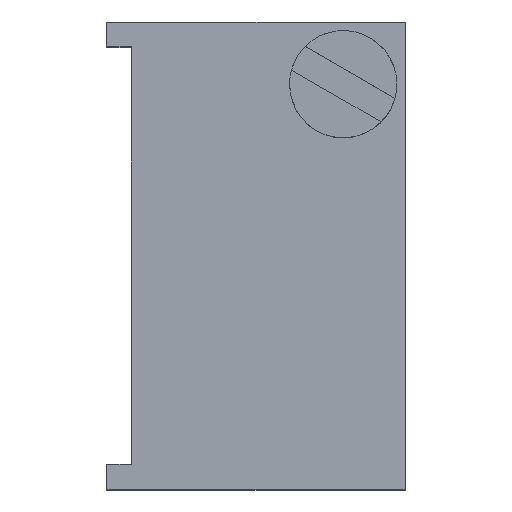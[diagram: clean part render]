
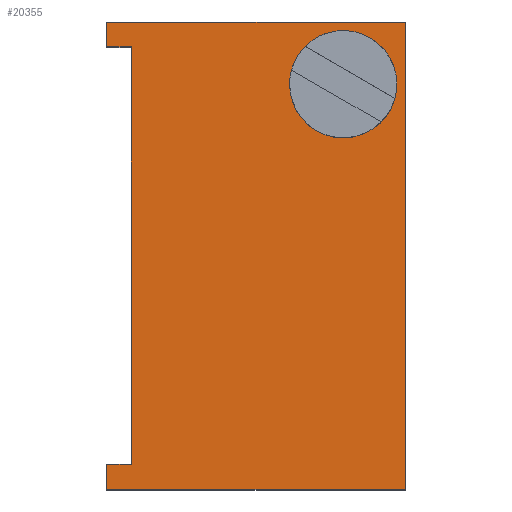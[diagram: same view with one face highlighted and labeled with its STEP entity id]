
A CAD part, top view. The second image highlights one B-rep face of the part: STEP entity #20355.
In plain terms, the highlighted planar face has unit normal (0, 0, 1).
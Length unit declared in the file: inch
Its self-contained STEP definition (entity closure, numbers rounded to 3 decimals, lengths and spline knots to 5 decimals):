
#93 = CARTESIAN_POINT ( 'NONE',  ( 0.072, 0.0375, 0.395 ) ) ;
#1184 = EDGE_CURVE ( 'NONE', #20187, #16457, #20481, .T. ) ;
#1641 = DIRECTION ( 'NONE',  ( 0., -1., 0. ) ) ;
#2146 = CARTESIAN_POINT ( 'NONE',  ( 0.165, 0.0875, 0.395 ) ) ;
#2315 = LINE ( 'NONE', #21379, #20174 ) ;
#2784 = EDGE_CURVE ( 'NONE', #2961, #12523, #21675, .T. ) ;
#2882 = ORIENTED_EDGE ( 'NONE', *, *, #1184, .T. ) ;
#2961 = VERTEX_POINT ( 'NONE', #12631 ) ;
#3419 = DIRECTION ( 'NONE',  ( 0., 0., 1. ) ) ;
#3487 = LINE ( 'NONE', #22861, #29436 ) ;
#3740 = FACE_BOUND ( 'NONE', #24679, .T. ) ;
#3934 = ORIENTED_EDGE ( 'NONE', *, *, #22451, .T. ) ;
#4866 = VECTOR ( 'NONE', #31030, 39.37008 ) ;
#5436 = VERTEX_POINT ( 'NONE', #27490 ) ;
#5759 = DIRECTION ( 'NONE',  ( 1., 0., 0. ) ) ;
#5990 = AXIS2_PLACEMENT_3D ( 'NONE', #22650, #3419, #6379 ) ;
#6379 = DIRECTION ( 'NONE',  ( 1., 0., 0. ) ) ;
#7245 = CARTESIAN_POINT ( 'NONE',  ( -0.075, -0.2875, 0.395 ) ) ;
#7980 = VECTOR ( 'NONE', #19003, 39.37008 ) ;
#8696 = EDGE_CURVE ( 'NONE', #13102, #5436, #17105, .T. ) ;
#10245 = EDGE_CURVE ( 'NONE', #11169, #25144, #2315, .T. ) ;
#11169 = VERTEX_POINT ( 'NONE', #27405 ) ;
#11473 = DIRECTION ( 'NONE',  ( 1., 0., 0. ) ) ;
#12039 = ORIENTED_EDGE ( 'NONE', *, *, #18505, .F. ) ;
#12523 = VERTEX_POINT ( 'NONE', #30804 ) ;
#12631 = CARTESIAN_POINT ( 'NONE',  ( 0.165, 0.0875, 0.395 ) ) ;
#13051 = DIRECTION ( 'NONE',  ( 1., 0., 0. ) ) ;
#13102 = VERTEX_POINT ( 'NONE', #93 ) ;
#13399 = VECTOR ( 'NONE', #24468, 39.37008 ) ;
#13780 = LINE ( 'NONE', #2146, #7980 ) ;
#13888 = LINE ( 'NONE', #21488, #23799 ) ;
#14276 = CARTESIAN_POINT ( 'NONE',  ( -0.075, -0.2675, 0.395 ) ) ;
#14379 = CARTESIAN_POINT ( 'NONE',  ( -0.075, 0.0875, 0.395 ) ) ;
#15074 = ORIENTED_EDGE ( 'NONE', *, *, #25901, .F. ) ;
#15357 = DIRECTION ( 'NONE',  ( 0., 0., 1. ) ) ;
#15434 = AXIS2_PLACEMENT_3D ( 'NONE', #25421, #15357, #5759 ) ;
#15867 = CARTESIAN_POINT ( 'NONE',  ( -0.055, -0.2675, 0.395 ) ) ;
#16457 = VERTEX_POINT ( 'NONE', #14276 ) ;
#16829 = EDGE_CURVE ( 'NONE', #12523, #25144, #13888, .T. ) ;
#17105 = CIRCLE ( 'NONE', #17620, 0.043 ) ;
#17620 = AXIS2_PLACEMENT_3D ( 'NONE', #25988, #30406, #11473 ) ;
#18111 = EDGE_CURVE ( 'NONE', #16457, #18264, #3487, .T. ) ;
#18214 = PLANE ( 'NONE',  #5990 ) ;
#18264 = VERTEX_POINT ( 'NONE', #7245 ) ;
#18455 = CARTESIAN_POINT ( 'NONE',  ( -0.055, -0.2675, 0.395 ) ) ;
#18459 = CARTESIAN_POINT ( 'NONE',  ( -0.075, 0.0675, 0.395 ) ) ;
#18505 = EDGE_CURVE ( 'NONE', #5436, #13102, #29032, .T. ) ;
#19003 = DIRECTION ( 'NONE',  ( 0., 1., 0. ) ) ;
#20144 = ORIENTED_EDGE ( 'NONE', *, *, #10245, .F. ) ;
#20174 = VECTOR ( 'NONE', #28459, 39.37008 ) ;
#20187 = VERTEX_POINT ( 'NONE', #18455 ) ;
#20355 = ADVANCED_FACE ( 'NONE', ( #22478, #3740 ), #18214, .T. ) ;
#20456 = EDGE_CURVE ( 'NONE', #24981, #2961, #13780, .T. ) ;
#20481 = LINE ( 'NONE', #15867, #23479 ) ;
#21379 = CARTESIAN_POINT ( 'NONE',  ( -0.055, 0.0675, 0.395 ) ) ;
#21488 = CARTESIAN_POINT ( 'NONE',  ( -0.075, 0.0875, 0.395 ) ) ;
#21675 = LINE ( 'NONE', #14379, #13399 ) ;
#21869 = ORIENTED_EDGE ( 'NONE', *, *, #2784, .T. ) ;
#22049 = EDGE_LOOP ( 'NONE', ( #20144, #15074, #2882, #27517, #3934, #28051, #21869, #25977 ) ) ;
#22451 = EDGE_CURVE ( 'NONE', #18264, #24981, #30243, .T. ) ;
#22478 = FACE_OUTER_BOUND ( 'NONE', #22049, .T. ) ;
#22650 = CARTESIAN_POINT ( 'NONE',  ( 0., 0., 0.395 ) ) ;
#22861 = CARTESIAN_POINT ( 'NONE',  ( -0.075, 0.0875, 0.395 ) ) ;
#23479 = VECTOR ( 'NONE', #30378, 39.37008 ) ;
#23773 = VECTOR ( 'NONE', #13051, 39.37008 ) ;
#23799 = VECTOR ( 'NONE', #1641, 39.37008 ) ;
#24314 = CARTESIAN_POINT ( 'NONE',  ( 0.165, -0.2875, 0.395 ) ) ;
#24468 = DIRECTION ( 'NONE',  ( -1., 0., 0. ) ) ;
#24679 = EDGE_LOOP ( 'NONE', ( #24743, #12039 ) ) ;
#24743 = ORIENTED_EDGE ( 'NONE', *, *, #8696, .F. ) ;
#24981 = VERTEX_POINT ( 'NONE', #24314 ) ;
#25144 = VERTEX_POINT ( 'NONE', #18459 ) ;
#25421 = CARTESIAN_POINT ( 'NONE',  ( 0.115, 0.0375, 0.395 ) ) ;
#25901 = EDGE_CURVE ( 'NONE', #20187, #11169, #26480, .T. ) ;
#25977 = ORIENTED_EDGE ( 'NONE', *, *, #16829, .T. ) ;
#25988 = CARTESIAN_POINT ( 'NONE',  ( 0.115, 0.0375, 0.395 ) ) ;
#26480 = LINE ( 'NONE', #28377, #4866 ) ;
#27405 = CARTESIAN_POINT ( 'NONE',  ( -0.055, 0.0675, 0.395 ) ) ;
#27420 = CARTESIAN_POINT ( 'NONE',  ( -0.075, -0.2875, 0.395 ) ) ;
#27490 = CARTESIAN_POINT ( 'NONE',  ( 0.158, 0.0375, 0.395 ) ) ;
#27517 = ORIENTED_EDGE ( 'NONE', *, *, #18111, .T. ) ;
#28051 = ORIENTED_EDGE ( 'NONE', *, *, #20456, .T. ) ;
#28377 = CARTESIAN_POINT ( 'NONE',  ( -0.055, 0.0675, 0.395 ) ) ;
#28459 = DIRECTION ( 'NONE',  ( -1., 0., 0. ) ) ;
#29032 = CIRCLE ( 'NONE', #15434, 0.043 ) ;
#29436 = VECTOR ( 'NONE', #30093, 39.37008 ) ;
#30093 = DIRECTION ( 'NONE',  ( 0., -1., 0. ) ) ;
#30243 = LINE ( 'NONE', #27420, #23773 ) ;
#30378 = DIRECTION ( 'NONE',  ( -1., 0., 0. ) ) ;
#30406 = DIRECTION ( 'NONE',  ( 0., 0., 1. ) ) ;
#30804 = CARTESIAN_POINT ( 'NONE',  ( -0.075, 0.0875, 0.395 ) ) ;
#31030 = DIRECTION ( 'NONE',  ( 0., 1., 0. ) ) ;
